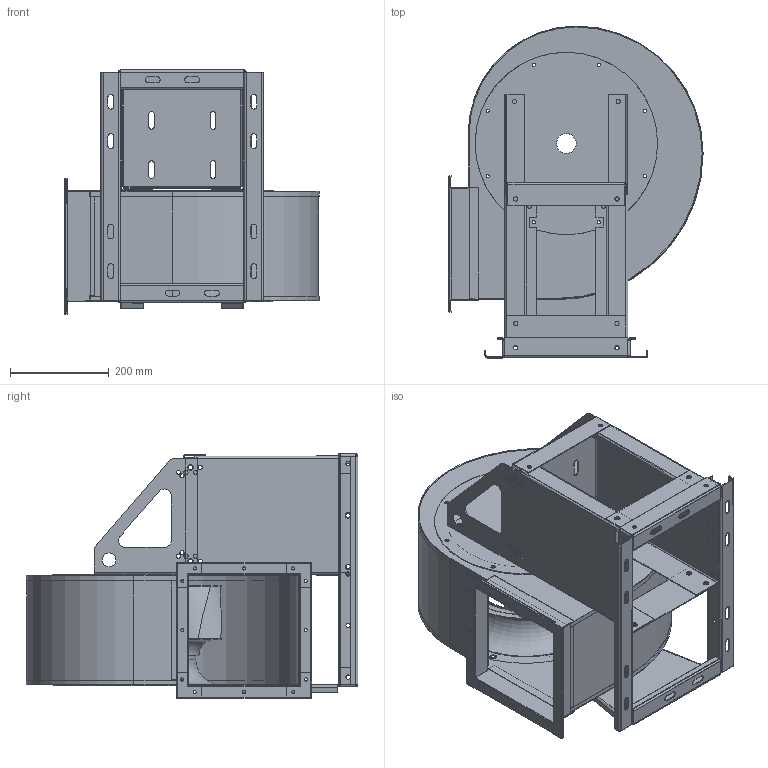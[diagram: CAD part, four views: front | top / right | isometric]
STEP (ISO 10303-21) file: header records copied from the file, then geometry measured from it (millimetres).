
FILE_DESCRIPTION(('STEP AP203'), '1');
FILE_NAME('BP 80-70-3.15', '', ('UNSPECIFIED'), ('UNSPECIFIED'), 'ASCON STEP Converter 1.3', 'ASCON Math Kernel', '');
FILE_SCHEMA(('CONFIG_CONTROL_DESIGN'));
Length unit declared in the file: millimetre
Bounding box: 515.5 x 672.85 x 495.2 mm (x, y, z)
Volume: 2828767.3 mm3; surface area: 3292851.5 mm2
Topology: 4 solids, 4 shells, 1137 faces, 2971 edges, 1844 vertices
Faces by surface type: plane 635, cylinder 372, bspline 126, torus 4
Full cylindrical faces by diameter (mm): 6.5 x28, 8.5 x58, 9.3 x20, 11.3 x20, 13.3 x6, 28 x2, 40 x1, 80.3 x1, 209.2 x1, 212 x1, 220.5 x1, 224.5 x1, 315 x2, 320 x2, 370 x1
Entity records: 45831 total; most frequent: CARTESIAN_POINT 9727, ORIENTED_EDGE 5644, DIRECTION 5096, EDGE_CURVE 2822, VERTEX_POINT 1844, AXIS2_PLACEMENT_3D 1715, LINE 1666, VECTOR 1666
